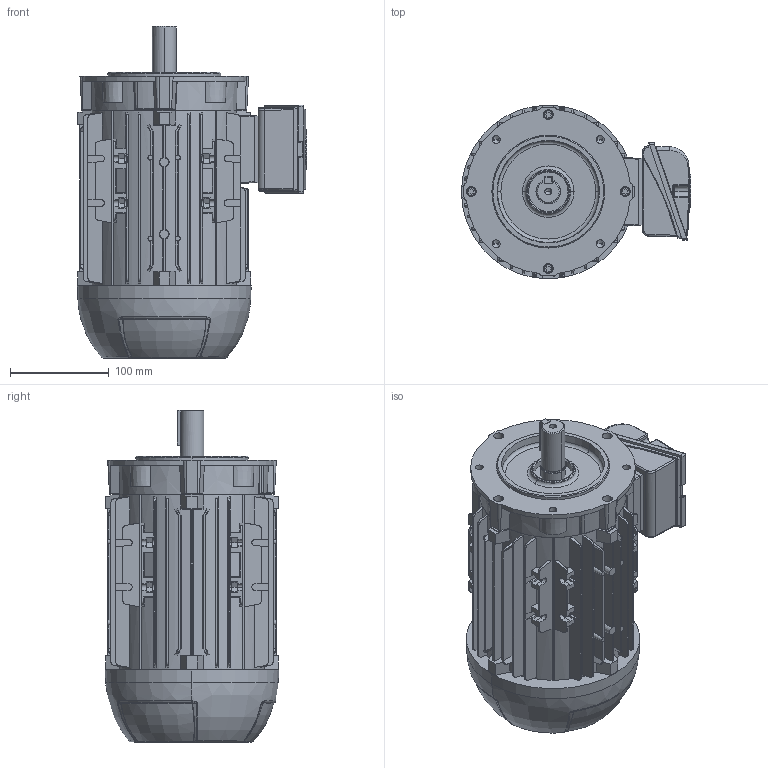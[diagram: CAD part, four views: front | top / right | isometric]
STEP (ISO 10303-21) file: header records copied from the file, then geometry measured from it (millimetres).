
FILE_DESCRIPTION (( 'STEP AP203' ), '1' );
FILE_NAME ('# IEC90 - B3E - L.STEP', '2022-05-26T13:27:35', ( '' ), ( '' ), 'SwSTEP 2.0', 'SolidWorks 2020', '' );
FILE_SCHEMA (( 'CONFIG_CONTROL_DESIGN' ));
Length unit declared in the file: millimetre
Products named in the file (15): Eixo Padrão IEC90 IR3_50.5137.077_IR2; 105007074_10.5007.074; FC_50.5007.645- FC PADRÇO; 105007080_10.5007.080; Parafuso Altracs M5_10.5011.286 x 22; IEC90_500014958teste_001; IEC90_500014957teste_001_10.5007.074; TABELA ROTORES IEC90 4P AC180_50.5295.098 - �89,50; 505142045_505142045; 105010019-6205 NSK_DIN 625 - 6205 - 12,DE,NC,12_68; LLLLLLLLL_505007970- COM USINAGEM; 105010010-6204 NSK_SKF - 6204 - 10,DE,NC,10_68; IEC90_105032001teste_001_10.5032.018-8x7x36; # IEC90 - B3E - L; 105007077
Assembly tree (12 placements, depth 3):
  105007074_10.5007.074
  TABELA ROTORES IEC90 4P AC180_50.5295.098 - �89,50
  105010019-6205 NSK_DIN 625 - 6205 - 12,DE,NC,12_68
  105010010-6204 NSK_SKF - 6204 - 10,DE,NC,10_68
  # IEC90 - B3E - L
    LLLLLLLLL_505007970- COM USINAGEM
    505142045_505142045
      Eixo Padrão IEC90 IR3_50.5137.077_IR2
    Parafuso Altracs M5_10.5011.286 x 22  x4
    105007080_10.5007.080
    IEC90_105032001teste_001_10.5032.018-8x7x36
    FC_50.5007.645- FC PADRÇO
    IEC90_500014957teste_001_10.5007.074
    IEC90_500014958teste_001
Bounding box: 232.2 x 176 x 336.4 mm (x, y, z)
Volume: 5777318.3 mm3; surface area: 467003.2 mm2
Topology: 11 solids, 11 shells, 1540 faces, 4054 edges, 2574 vertices
Faces by surface type: plane 770, cylinder 349, bspline 167, cone 155, sphere 52, torus 47
Entity records: 52496 total; most frequent: CARTESIAN_POINT 17180, ORIENTED_EDGE 7728, DIRECTION 6276, EDGE_CURVE 3864, VERTEX_POINT 2476, VECTOR 2164, LINE 2164, AXIS2_PLACEMENT_3D 2056
